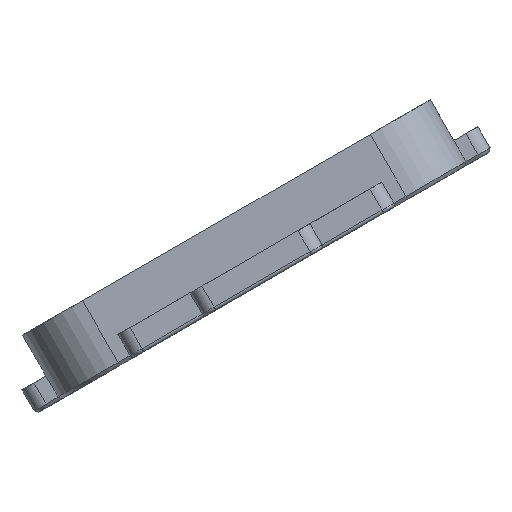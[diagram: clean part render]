
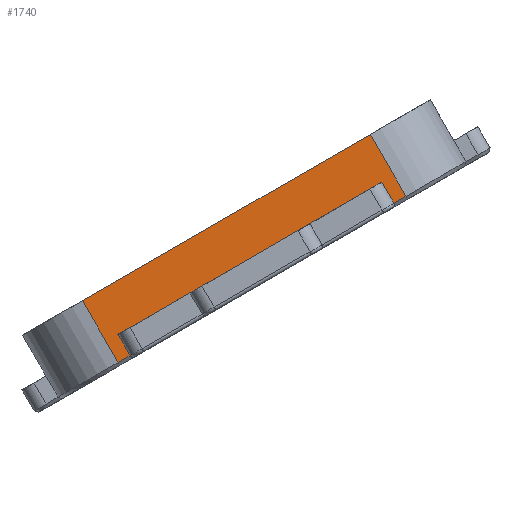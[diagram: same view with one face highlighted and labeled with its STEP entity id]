
A CAD part, left-side view. The second image highlights one B-rep face of the part: STEP entity #1740.
In plain terms, the highlighted planar face has unit normal (-1, 0, 0).
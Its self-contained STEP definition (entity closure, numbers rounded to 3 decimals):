
#221=FACE_OUTER_BOUND('',#326,.T.);
#326=EDGE_LOOP('',(#1504,#1505,#1506,#1507,#1508,#1509,#1510,#1511));
#448=LINE('',#2752,#624);
#486=LINE('',#2890,#662);
#496=LINE('',#2915,#672);
#503=LINE('',#2930,#679);
#505=LINE('',#2933,#681);
#506=LINE('',#2935,#682);
#507=LINE('',#2936,#683);
#508=LINE('',#2937,#684);
#624=VECTOR('',#2217,10.);
#662=VECTOR('',#2361,10.);
#672=VECTOR('',#2387,10.);
#679=VECTOR('',#2404,10.);
#681=VECTOR('',#2408,10.);
#682=VECTOR('',#2409,10.);
#683=VECTOR('',#2410,10.);
#684=VECTOR('',#2411,10.);
#783=VERTEX_POINT('',#2749);
#784=VERTEX_POINT('',#2751);
#803=VERTEX_POINT('',#2806);
#820=VERTEX_POINT('',#2858);
#831=VERTEX_POINT('',#2889);
#838=VERTEX_POINT('',#2913);
#841=VERTEX_POINT('',#2929);
#842=VERTEX_POINT('',#2934);
#982=EDGE_CURVE('',#783,#784,#448,.T.);
#1052=EDGE_CURVE('',#831,#820,#486,.T.);
#1065=EDGE_CURVE('',#803,#838,#496,.T.);
#1072=EDGE_CURVE('',#803,#841,#503,.T.);
#1074=EDGE_CURVE('',#838,#831,#505,.T.);
#1075=EDGE_CURVE('',#842,#820,#506,.T.);
#1076=EDGE_CURVE('',#842,#784,#507,.T.);
#1077=EDGE_CURVE('',#841,#783,#508,.T.);
#1504=ORIENTED_EDGE('',*,*,#1065,.T.);
#1505=ORIENTED_EDGE('',*,*,#1074,.T.);
#1506=ORIENTED_EDGE('',*,*,#1052,.T.);
#1507=ORIENTED_EDGE('',*,*,#1075,.F.);
#1508=ORIENTED_EDGE('',*,*,#1076,.T.);
#1509=ORIENTED_EDGE('',*,*,#982,.F.);
#1510=ORIENTED_EDGE('',*,*,#1077,.F.);
#1511=ORIENTED_EDGE('',*,*,#1072,.F.);
#1649=PLANE('',#1923);
#1740=ADVANCED_FACE('',(#221),#1649,.T.);
#1923=AXIS2_PLACEMENT_3D('',#2932,#2406,#2407);
#2217=DIRECTION('',(0.,-0.866,0.5));
#2361=DIRECTION('',(0.,-0.5,-0.866));
#2387=DIRECTION('',(0.,0.5,0.866));
#2404=DIRECTION('',(0.,0.866,-0.5));
#2406=DIRECTION('center_axis',(-1.,0.,0.));
#2407=DIRECTION('ref_axis',(0.,-0.866,0.5));
#2408=DIRECTION('',(0.,-0.866,0.5));
#2409=DIRECTION('',(0.,0.866,-0.5));
#2410=DIRECTION('',(0.,0.5,0.866));
#2411=DIRECTION('',(0.,0.5,0.866));
#2749=CARTESIAN_POINT('',(-44.307,20.448,-323.396));
#2751=CARTESIAN_POINT('',(-44.307,-0.336,-311.396));
#2752=CARTESIAN_POINT('',(-44.307,15.317,-320.433));
#2806=CARTESIAN_POINT('',(-44.307,17.007,-327.356));
#2858=CARTESIAN_POINT('',(-44.307,-2.045,-316.356));
#2889=CARTESIAN_POINT('',(-44.307,-1.17,-314.84));
#2890=CARTESIAN_POINT('',(-44.307,-2.17,-316.572));
#2913=CARTESIAN_POINT('',(-44.307,17.882,-325.84));
#2915=CARTESIAN_POINT('',(-44.307,16.882,-327.572));
#2929=CARTESIAN_POINT('',(-44.307,17.873,-327.856));
#2930=CARTESIAN_POINT('',(-44.307,12.742,-324.893));
#2932=CARTESIAN_POINT('Origin',(-44.307,17.748,-328.072));
#2933=CARTESIAN_POINT('',(-44.307,17.016,-325.34));
#2934=CARTESIAN_POINT('',(-44.307,-2.911,-315.856));
#2935=CARTESIAN_POINT('',(-44.307,12.742,-324.893));
#2936=CARTESIAN_POINT('',(-44.307,-3.036,-316.072));
#2937=CARTESIAN_POINT('',(-44.307,20.148,-323.915));
